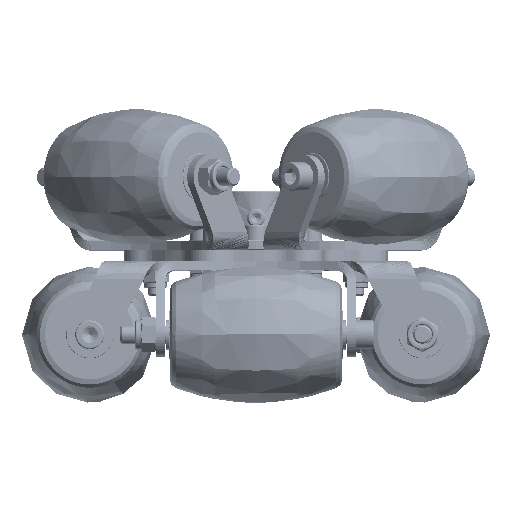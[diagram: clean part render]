
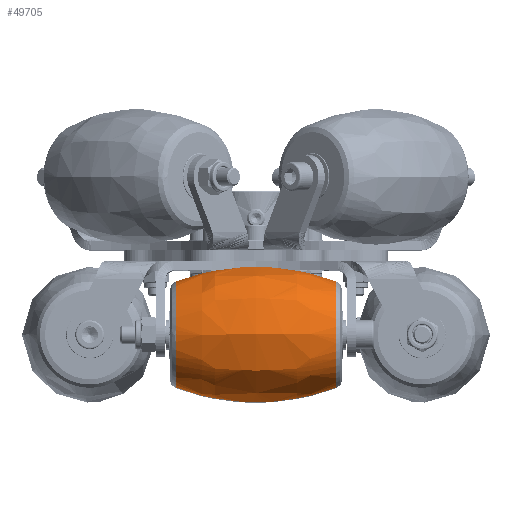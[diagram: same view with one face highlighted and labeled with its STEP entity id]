
A CAD part, top view. The second image highlights one B-rep face of the part: STEP entity #49705.
In plain terms, the highlighted free-form (B-spline) face has degree [2, 2] with [7, 3] control points.
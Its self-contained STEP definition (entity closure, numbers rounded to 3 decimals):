
#49705 = ADVANCED_FACE('',(#49706),#49759,.F.);
#49706 = FACE_BOUND('',#49707,.F.);
#49707 = EDGE_LOOP('',(#49708,#49720,#49732,#49742,#49750,#49751));
#49708 = ORIENTED_EDGE('',*,*,#49709,.F.);
#49709 = EDGE_CURVE('',#49710,#49712,#49714,.T.);
#49710 = VERTEX_POINT('',#49711);
#49711 = CARTESIAN_POINT('',(44.048,-40.324,
    62.132));
#49712 = VERTEX_POINT('',#49713);
#49713 = CARTESIAN_POINT('',(44.048,-40.324,
    120.387));
#49714 = ( BOUNDED_CURVE() B_SPLINE_CURVE(2,(#49715,#49716,#49717,#49718
,#49719),.UNSPECIFIED.,.F.,.F.) B_SPLINE_CURVE_WITH_KNOTS((3,2,3),(
    3.142,4.712,6.283),
.PIECEWISE_BEZIER_KNOTS.) CURVE() GEOMETRIC_REPRESENTATION_ITEM() 
RATIONAL_B_SPLINE_CURVE((1.,0.707,1.,0.707,1.)) 
REPRESENTATION_ITEM('') );
#49715 = CARTESIAN_POINT('',(44.048,-40.324,
    62.132));
#49716 = CARTESIAN_POINT('',(44.048,-69.451,
    62.132));
#49717 = CARTESIAN_POINT('',(44.048,-69.451,
    91.26));
#49718 = CARTESIAN_POINT('',(44.048,-69.451,
    120.387));
#49719 = CARTESIAN_POINT('',(44.048,-40.324,
    120.387));
#49720 = ORIENTED_EDGE('',*,*,#49721,.F.);
#49721 = EDGE_CURVE('',#49722,#49710,#49724,.T.);
#49722 = VERTEX_POINT('',#49723);
#49723 = CARTESIAN_POINT('',(-44.048,-40.324,
    62.132));
#49724 = ( BOUNDED_CURVE() B_SPLINE_CURVE(6,(#49725,#49726,#49727,#49728
    ,#49729,#49730,#49731),.UNSPECIFIED.,.F.,.F.) 
B_SPLINE_CURVE_WITH_KNOTS((7,7),(2.78,3.504),
.PIECEWISE_BEZIER_KNOTS.) CURVE() GEOMETRIC_REPRESENTATION_ITEM() 
RATIONAL_B_SPLINE_CURVE((1.007,1.002,1.,
    0.999,1.,1.002,1.007)) 
REPRESENTATION_ITEM('') );
#49725 = CARTESIAN_POINT('',(-44.048,-40.324,
    62.132));
#49726 = CARTESIAN_POINT('',(-29.951,-40.324,
    56.793));
#49727 = CARTESIAN_POINT('',(-15.153,-40.324,
    53.53));
#49728 = CARTESIAN_POINT('',(0.,-40.324,
    52.431));
#49729 = CARTESIAN_POINT('',(15.153,-40.324,
    53.53));
#49730 = CARTESIAN_POINT('',(29.951,-40.324,
    56.793));
#49731 = CARTESIAN_POINT('',(44.048,-40.324,
    62.132));
#49732 = ORIENTED_EDGE('',*,*,#49733,.F.);
#49733 = EDGE_CURVE('',#49734,#49722,#49736,.T.);
#49734 = VERTEX_POINT('',#49735);
#49735 = CARTESIAN_POINT('',(-44.048,-40.324,
    120.387));
#49736 = ( BOUNDED_CURVE() B_SPLINE_CURVE(2,(#49737,#49738,#49739,#49740
,#49741),.UNSPECIFIED.,.F.,.F.) B_SPLINE_CURVE_WITH_KNOTS((3,2,3),(
    3.142,4.712,6.283),
.PIECEWISE_BEZIER_KNOTS.) CURVE() GEOMETRIC_REPRESENTATION_ITEM() 
RATIONAL_B_SPLINE_CURVE((1.,0.707,1.,0.707,1.)) 
REPRESENTATION_ITEM('') );
#49737 = CARTESIAN_POINT('',(-44.048,-40.324,
    120.387));
#49738 = CARTESIAN_POINT('',(-44.048,-69.451,
    120.387));
#49739 = CARTESIAN_POINT('',(-44.048,-69.451,
    91.26));
#49740 = CARTESIAN_POINT('',(-44.048,-69.451,
    62.132));
#49741 = CARTESIAN_POINT('',(-44.048,-40.324,
    62.132));
#49742 = ORIENTED_EDGE('',*,*,#49743,.F.);
#49743 = EDGE_CURVE('',#49722,#49734,#49744,.T.);
#49744 = ( BOUNDED_CURVE() B_SPLINE_CURVE(2,(#49745,#49746,#49747,#49748
,#49749),.UNSPECIFIED.,.F.,.F.) B_SPLINE_CURVE_WITH_KNOTS((3,2,3),(0.,
1.571,3.142),.PIECEWISE_BEZIER_KNOTS.) CURVE() 
GEOMETRIC_REPRESENTATION_ITEM() RATIONAL_B_SPLINE_CURVE((1.,
0.707,1.,0.707,1.)) REPRESENTATION_ITEM('') );
#49745 = CARTESIAN_POINT('',(-44.048,-40.324,
    62.132));
#49746 = CARTESIAN_POINT('',(-44.048,-11.196,
    62.132));
#49747 = CARTESIAN_POINT('',(-44.048,-11.196,
    91.26));
#49748 = CARTESIAN_POINT('',(-44.048,-11.196,
    120.387));
#49749 = CARTESIAN_POINT('',(-44.048,-40.324,
    120.387));
#49750 = ORIENTED_EDGE('',*,*,#49721,.T.);
#49751 = ORIENTED_EDGE('',*,*,#49752,.F.);
#49752 = EDGE_CURVE('',#49712,#49710,#49753,.T.);
#49753 = ( BOUNDED_CURVE() B_SPLINE_CURVE(2,(#49754,#49755,#49756,#49757
,#49758),.UNSPECIFIED.,.F.,.F.) B_SPLINE_CURVE_WITH_KNOTS((3,2,3),(0.,
1.571,3.142),.PIECEWISE_BEZIER_KNOTS.) CURVE() 
GEOMETRIC_REPRESENTATION_ITEM() RATIONAL_B_SPLINE_CURVE((1.,
0.707,1.,0.707,1.)) REPRESENTATION_ITEM('') );
#49754 = CARTESIAN_POINT('',(44.048,-40.324,
    120.387));
#49755 = CARTESIAN_POINT('',(44.048,-11.196,
    120.387));
#49756 = CARTESIAN_POINT('',(44.048,-11.196,
    91.26));
#49757 = CARTESIAN_POINT('',(44.048,-11.196,
    62.132));
#49758 = CARTESIAN_POINT('',(44.048,-40.324,
    62.132));
#49759 = ( BOUNDED_SURFACE() B_SPLINE_SURFACE(2,2,(
    (#49760,#49761,#49762)
    ,(#49763,#49764,#49765)
    ,(#49766,#49767,#49768)
    ,(#49769,#49770,#49771)
    ,(#49772,#49773,#49774)
    ,(#49775,#49776,#49777)
    ,(#49778,#49779,#49780
)),.UNSPECIFIED.,.T.,.F.,.F.) B_SPLINE_SURFACE_WITH_KNOTS((1,2,2,2,2,1),
  (3,3),(-2.094,0.,2.094,4.189,6.283,
    8.378),(2.78,3.504),.UNSPECIFIED.) 
GEOMETRIC_REPRESENTATION_ITEM() RATIONAL_B_SPLINE_SURFACE((
    (1.,0.935,1.)
    ,(0.5,0.468,0.5)
    ,(1.,0.935,1.)
    ,(0.5,0.468,0.5)
    ,(1.,0.935,1.)
    ,(0.5,0.468,0.5)
,(1.,0.935,1.))) REPRESENTATION_ITEM('') SURFACE() );
#49760 = CARTESIAN_POINT('',(-44.048,-40.324,
    62.132));
#49761 = CARTESIAN_POINT('',(0.,-40.324,
    45.45));
#49762 = CARTESIAN_POINT('',(44.048,-40.324,
    62.132));
#49763 = CARTESIAN_POINT('',(-44.048,-90.774,
    62.132));
#49764 = CARTESIAN_POINT('',(0.,-119.668,
    45.45));
#49765 = CARTESIAN_POINT('',(44.048,-90.774,
    62.132));
#49766 = CARTESIAN_POINT('',(-44.048,-65.549,
    105.823));
#49767 = CARTESIAN_POINT('',(0.,-79.996,
    114.164));
#49768 = CARTESIAN_POINT('',(44.048,-65.549,
    105.823));
#49769 = CARTESIAN_POINT('',(-44.048,-40.324,
    149.515));
#49770 = CARTESIAN_POINT('',(0.,-40.324,
    182.878));
#49771 = CARTESIAN_POINT('',(44.048,-40.324,
    149.515));
#49772 = CARTESIAN_POINT('',(-44.048,-15.098,
    105.823));
#49773 = CARTESIAN_POINT('',(0.,-0.652,
    114.164));
#49774 = CARTESIAN_POINT('',(44.048,-15.098,
    105.823));
#49775 = CARTESIAN_POINT('',(-44.048,10.127,
    62.132));
#49776 = CARTESIAN_POINT('',(0.,39.02,
    45.45));
#49777 = CARTESIAN_POINT('',(44.048,10.127,
    62.132));
#49778 = CARTESIAN_POINT('',(-44.048,-40.324,
    62.132));
#49779 = CARTESIAN_POINT('',(0.,-40.324,
    45.45));
#49780 = CARTESIAN_POINT('',(44.048,-40.324,
    62.132));
